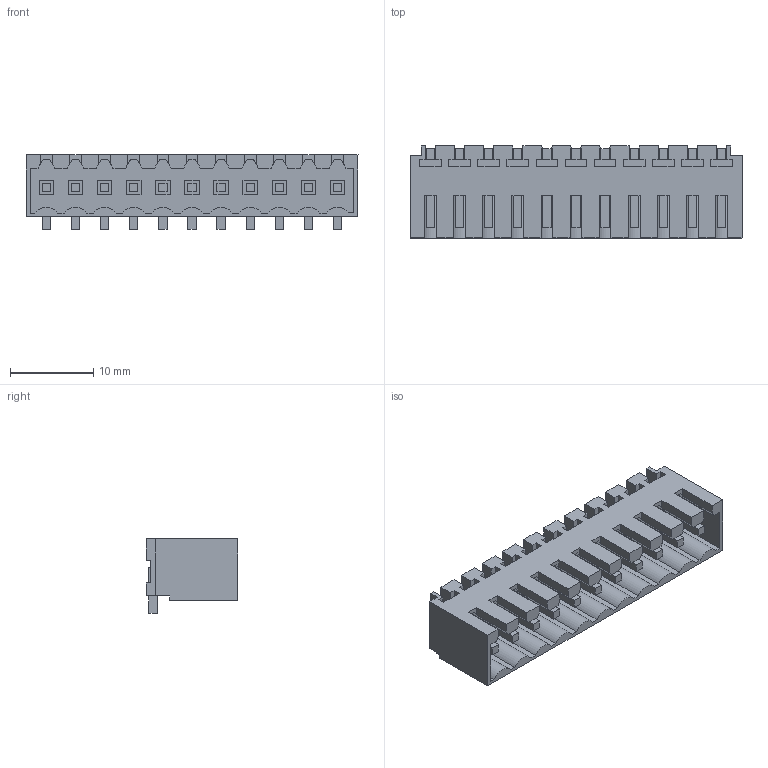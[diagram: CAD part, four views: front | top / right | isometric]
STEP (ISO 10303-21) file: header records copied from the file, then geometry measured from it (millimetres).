
FILE_DESCRIPTION(('CATIA V5 STEP Exchange','CAx-IF Rec.Pracs.--- Model Styling and Organization---1.2---2011-12-15'),'2;1');
FILE_NAME ('D1455625_0_1761634001_1761634001.stp','2018-03-12T04:26:43+00:00',('none'),('Weidmueller'),'CATIA Version 5-6 Release 2014','CATIA V5 STEP AP214','none');
FILE_SCHEMA(('AUTOMOTIVE_DESIGN { 1 0 10303 214 1 1 1 1 }'));
Length unit declared in the file: millimetre
Products named in the file (1): 1761634001
Bounding box: 39.9 x 11.05 x 8.95 mm (x, y, z)
Volume: 1329.3 mm3; surface area: 3675.9 mm2
Topology: 12 solids, 12 shells, 617 faces, 1814 edges, 1232 vertices
Faces by surface type: plane 606, cylinder 11
Entity records: 19393 total; most frequent: ORIENTED_EDGE 3628, CARTESIAN_POINT 3390, DIRECTION 2500, EDGE_CURVE 1814, VECTOR 1792, LINE 1792, VERTEX_POINT 1232, EDGE_LOOP 650
